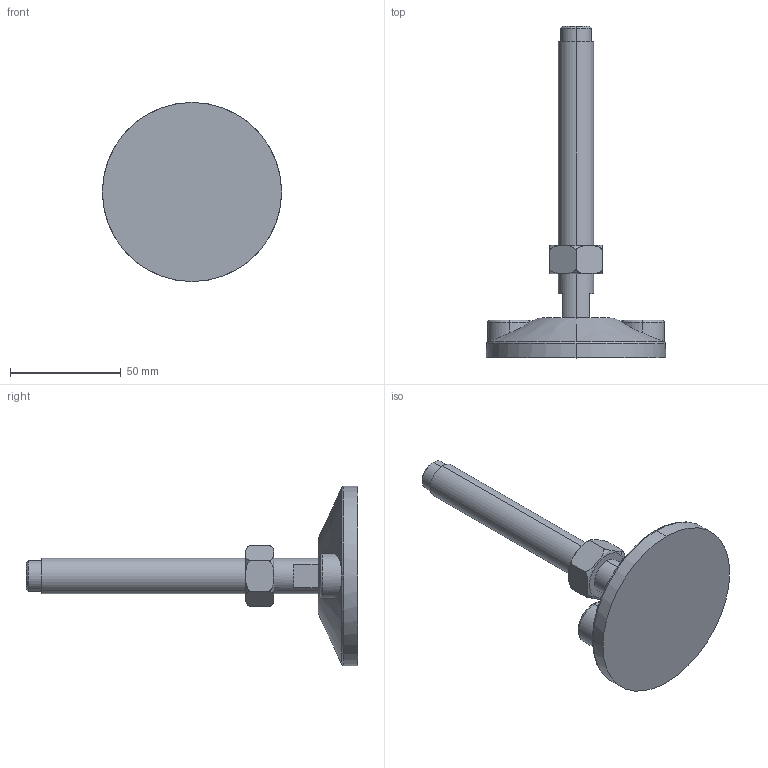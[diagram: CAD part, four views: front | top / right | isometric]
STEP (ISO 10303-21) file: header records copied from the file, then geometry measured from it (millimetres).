
FILE_DESCRIPTION (( 'STEP AP203' ), '1' );
FILE_NAME ('SA8016150FN.STEP', '2018-03-27T13:00:46', ( 'User2' ), ( '' ), 'SwSTEP 2.0', 'SolidWorks 2007', '' );
FILE_SCHEMA (( 'CONFIG_CONTROL_DESIGN' ));
Length unit declared in the file: millimetre
Products named in the file (1): SA8016150FN
Bounding box: 81 x 150 x 81 mm (x, y, z)
Volume: 98970.3 mm3; surface area: 20592.3 mm2
Topology: 1 solids, 1 shells, 53 faces, 125 edges, 78 vertices
Faces by surface type: plane 18, cylinder 14, torus 9, bspline 8, cone 4
Entity records: 2249 total; most frequent: CARTESIAN_POINT 991, ORIENTED_EDGE 250, DIRECTION 248, EDGE_CURVE 125, AXIS2_PLACEMENT_3D 109, VERTEX_POINT 78, CIRCLE 63, EDGE_LOOP 57
